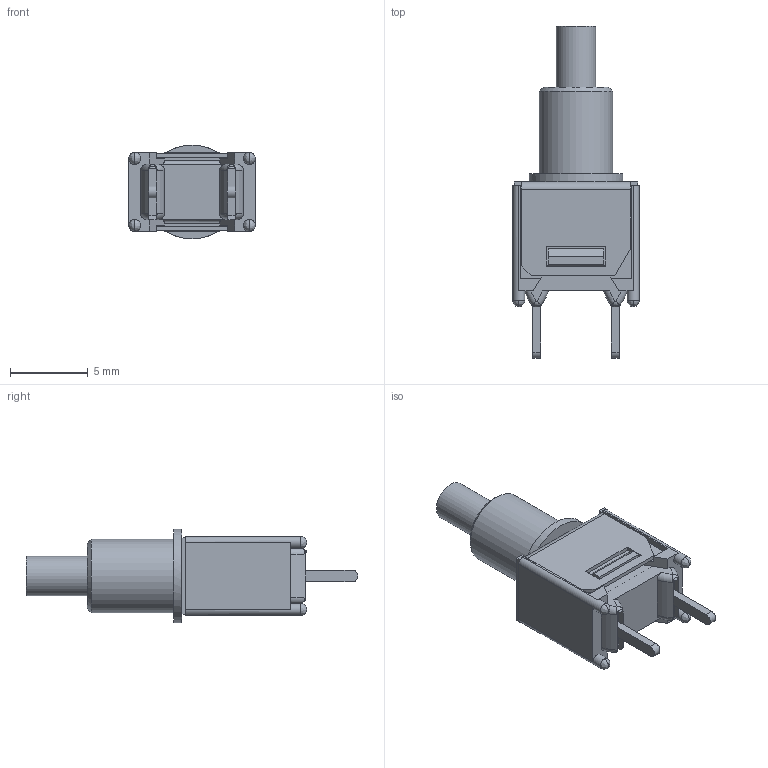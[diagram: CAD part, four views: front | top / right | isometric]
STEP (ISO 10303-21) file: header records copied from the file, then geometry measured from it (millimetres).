
FILE_DESCRIPTION( ( 'STEP AP214' ), '1' );
FILE_NAME( 'psolqas13384461517.stp', '2018-01-25T12:38:44', ( '' ), ( '' ), ' ', 'PARTsolutions', ' ' );
FILE_SCHEMA( ( 'AUTOMOTIVE_DESIGN { 1 0 10303 214 1 1 1 1 }' ) );
Length unit declared in the file: metre
Products named in the file (1): 1
Bounding box: 8.13 x 21.37 x 6.05 mm (x, y, z)
Volume: 255.6 mm3; surface area: 946 mm2
Topology: 1 solids, 1 shells, 267 faces, 750 edges, 480 vertices
Faces by surface type: plane 195, cylinder 33, bspline 18, torus 10, sphere 6, cone 5
Full cylindrical faces by diameter (mm): 0.762 x4, 2.54 x1, 2.642 x1, 3.175 x1, 4.724 x1, 6.045 x1
Entity records: 9185 total; most frequent: CARTESIAN_POINT 2419, ORIENTED_EDGE 1470, DIRECTION 1305, EDGE_CURVE 735, LINE 525, VECTOR 525, VERTEX_POINT 477, AXIS2_PLACEMENT_3D 390
